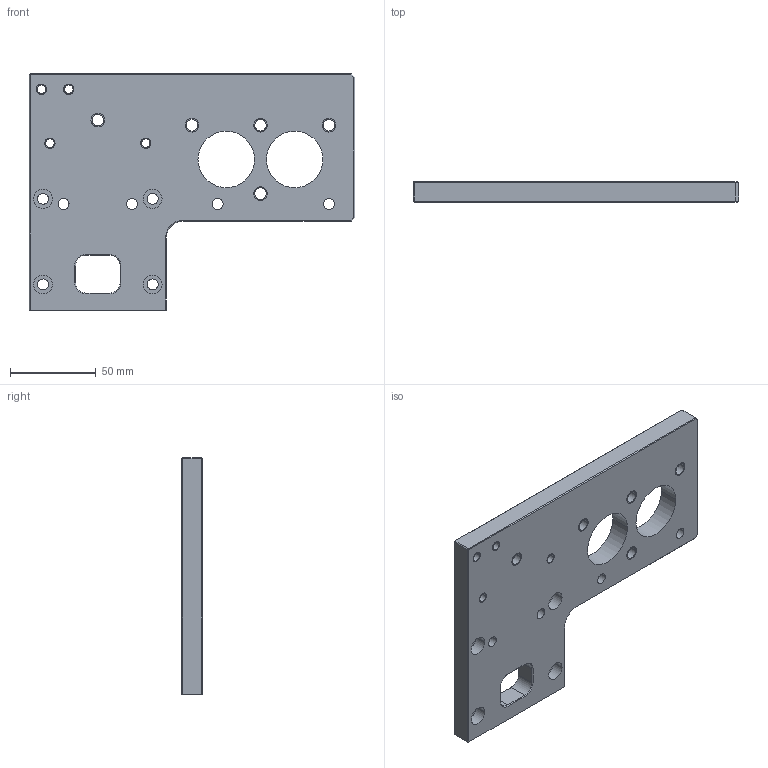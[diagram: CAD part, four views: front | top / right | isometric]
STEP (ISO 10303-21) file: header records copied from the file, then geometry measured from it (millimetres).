
FILE_DESCRIPTION((''),'2;1');
FILE_NAME('50-002019-00113','2020-01-08T17:44:38',('t.kolegar'),('Mechatronic Design & Solutions s.r.o.'),'CREO PARAMETRIC BY PTC INC, 2018020','CREO PARAMETRIC BY PTC INC, 2018020','');
FILE_SCHEMA(('CONFIG_CONTROL_DESIGN'));
Length unit declared in the file: millimetre
Products named in the file (1): 50-002019-00113
Bounding box: 190 x 12 x 138 mm (x, y, z)
Volume: 208785.6 mm3; surface area: 54530.4 mm2
Topology: 1 solids, 12 shells, 146 faces, 398 edges, 286 vertices
Faces by surface type: cylinder 85, plane 47, cone 14
Entity records: 4667 total; most frequent: DIRECTION 872, CARTESIAN_POINT 779, ORIENTED_EDGE 696, EDGE_CURVE 370, AXIS2_PLACEMENT_3D 331, VERTEX_POINT 238, VECTOR 210, LINE 210
